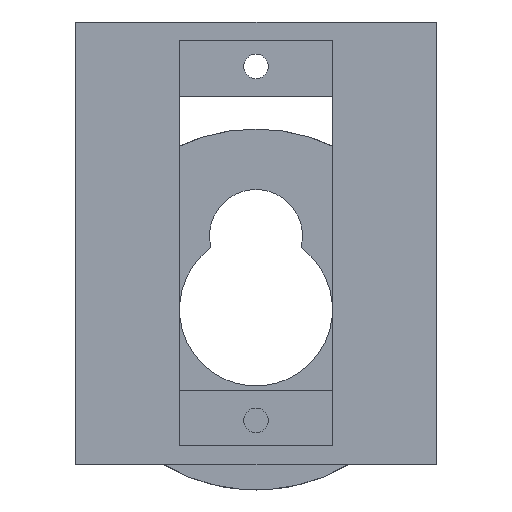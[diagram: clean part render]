
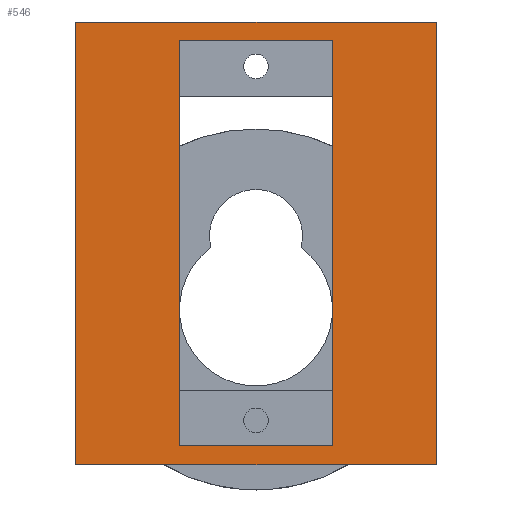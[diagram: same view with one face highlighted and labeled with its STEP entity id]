
A CAD part, front view. The second image highlights one B-rep face of the part: STEP entity #546.
In plain terms, the highlighted planar face has unit normal (0, -1, 0).
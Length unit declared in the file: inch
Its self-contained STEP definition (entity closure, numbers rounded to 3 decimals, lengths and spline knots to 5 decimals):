
#27=FACE_BOUND('',#126,.T.);
#83=FACE_OUTER_BOUND('',#125,.T.);
#125=EDGE_LOOP('',(#478,#479,#480,#481));
#126=EDGE_LOOP('',(#482,#483,#484,#485));
#148=LINE('',#810,#200);
#154=LINE('',#821,#206);
#158=LINE('',#835,#210);
#162=LINE('',#841,#214);
#170=LINE('',#888,#222);
#174=LINE('',#895,#226);
#176=LINE('',#899,#228);
#179=LINE('',#904,#231);
#200=VECTOR('',#652,0.3937);
#206=VECTOR('',#660,0.3937);
#210=VECTOR('',#674,0.3937);
#214=VECTOR('',#680,0.3937);
#222=VECTOR('',#736,0.3937);
#226=VECTOR('',#742,0.3937);
#228=VECTOR('',#746,0.3937);
#231=VECTOR('',#751,0.3937);
#251=VERTEX_POINT('',#807);
#252=VERTEX_POINT('',#809);
#256=VERTEX_POINT('',#819);
#261=VERTEX_POINT('',#834);
#276=VERTEX_POINT('',#886);
#277=VERTEX_POINT('',#887);
#279=VERTEX_POINT('',#894);
#280=VERTEX_POINT('',#898);
#305=EDGE_CURVE('',#252,#251,#148,.T.);
#311=EDGE_CURVE('',#251,#256,#154,.T.);
#318=EDGE_CURVE('',#261,#252,#158,.T.);
#322=EDGE_CURVE('',#256,#261,#162,.T.);
#342=EDGE_CURVE('',#276,#277,#170,.T.);
#346=EDGE_CURVE('',#277,#279,#174,.T.);
#348=EDGE_CURVE('',#279,#280,#176,.T.);
#351=EDGE_CURVE('',#280,#276,#179,.T.);
#478=ORIENTED_EDGE('',*,*,#351,.T.);
#479=ORIENTED_EDGE('',*,*,#342,.T.);
#480=ORIENTED_EDGE('',*,*,#346,.T.);
#481=ORIENTED_EDGE('',*,*,#348,.T.);
#482=ORIENTED_EDGE('',*,*,#305,.T.);
#483=ORIENTED_EDGE('',*,*,#311,.T.);
#484=ORIENTED_EDGE('',*,*,#322,.T.);
#485=ORIENTED_EDGE('',*,*,#318,.T.);
#516=PLANE('',#603);
#546=ADVANCED_FACE('',(#83,#27),#516,.T.);
#603=AXIS2_PLACEMENT_3D('',#906,#753,#754);
#652=DIRECTION('',(0.,0.,1.));
#660=DIRECTION('',(1.,0.,0.));
#674=DIRECTION('',(-1.,0.,0.));
#680=DIRECTION('',(0.,0.,-1.));
#736=DIRECTION('',(0.,0.,-1.));
#742=DIRECTION('',(1.,0.,0.));
#746=DIRECTION('',(0.,0.,1.));
#751=DIRECTION('',(-1.,0.,0.));
#753=DIRECTION('center_axis',(0.,-1.,0.));
#754=DIRECTION('ref_axis',(0.,0.,-1.));
#807=CARTESIAN_POINT('',(-0.82785,0.,-0.06102));
#809=CARTESIAN_POINT('',(-0.82785,0.,-1.36417));
#810=CARTESIAN_POINT('',(-0.82785,0.,-1.03839));
#819=CARTESIAN_POINT('',(-0.33356,0.,-0.06102));
#821=CARTESIAN_POINT('',(-0.70428,0.,-0.06102));
#834=CARTESIAN_POINT('',(-0.33356,0.,-1.36417));
#835=CARTESIAN_POINT('',(-0.45714,0.,-1.36417));
#841=CARTESIAN_POINT('',(-0.33356,0.,-0.38681));
#886=CARTESIAN_POINT('',(-1.16142,0.,0.));
#887=CARTESIAN_POINT('',(-1.16142,0.,-1.4252));
#888=CARTESIAN_POINT('',(-1.16142,0.,0.));
#894=CARTESIAN_POINT('',(0.,0.,-1.4252));
#895=CARTESIAN_POINT('',(-1.16142,0.,-1.4252));
#898=CARTESIAN_POINT('',(0.,0.,0.));
#899=CARTESIAN_POINT('',(0.,0.,-1.4252));
#904=CARTESIAN_POINT('',(0.,0.,0.));
#906=CARTESIAN_POINT('Origin',(-0.58071,0.,-0.7126));
